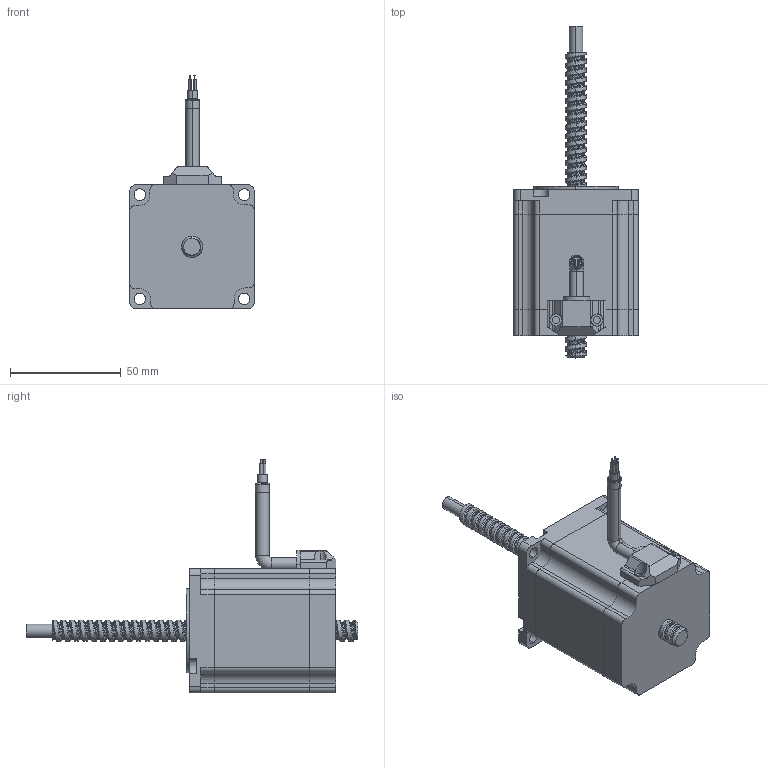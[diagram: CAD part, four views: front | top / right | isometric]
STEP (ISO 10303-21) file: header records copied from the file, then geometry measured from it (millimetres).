
FILE_DESCRIPTION (( 'STEP AP214' ), '1' );
FILE_NAME ('57N265-S5.08-4004-L150-XXX.STEP', '2023-06-30T08:53:16', ( 'MM' ), ( 'Microsoft' ), 'SwSTEP 2.0', 'SolidWorks 2020', '' );
FILE_SCHEMA (( 'AUTOMOTIVE_DESIGN' ));
Length unit declared in the file: millimetre
Products named in the file (1): 57N265-S5.08-4004-L150-XXX
Bounding box: 56.2 x 150 x 105.7 mm (x, y, z)
Volume: 195985 mm3; surface area: 33255.5 mm2
Topology: 3 solids, 3 shells, 258 faces, 691 edges, 455 vertices
Faces by surface type: cylinder 144, plane 99, torus 6, bspline 6, cone 3
Entity records: 43608 total; most frequent: CARTESIAN_POINT 36045, ORIENTED_EDGE 1382, DIRECTION 1311, EDGE_CURVE 691, AXIS2_PLACEMENT_3D 476, VERTEX_POINT 455, VECTOR 359, LINE 359
